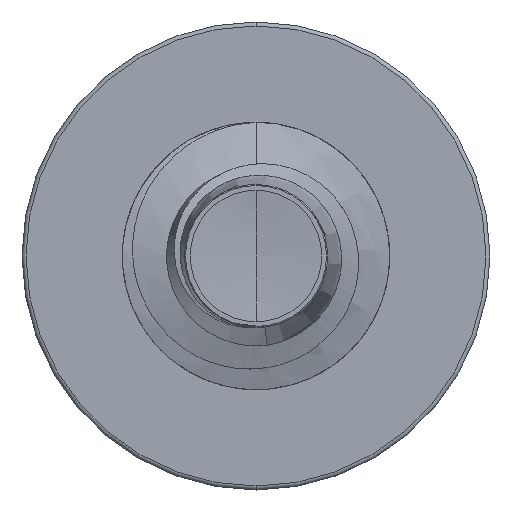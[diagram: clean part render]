
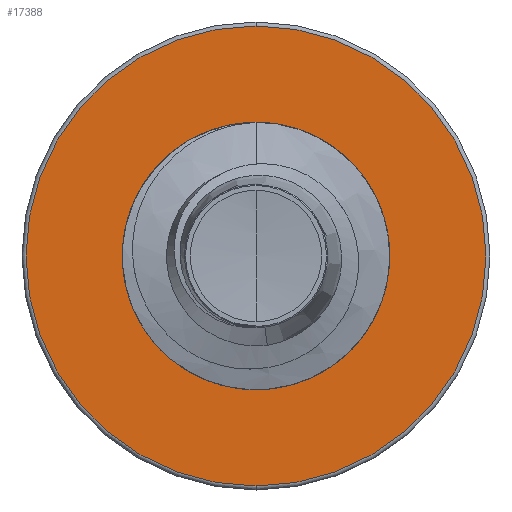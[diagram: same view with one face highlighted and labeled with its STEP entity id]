
A CAD part, front view. The second image highlights one B-rep face of the part: STEP entity #17388.
In plain terms, the highlighted planar face has unit normal (0, -1, 0).
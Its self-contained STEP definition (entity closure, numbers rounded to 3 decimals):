
#1547 = CARTESIAN_POINT ( 'NONE',  ( 0., 17.5, 5.16 ) ) ;
#2164 = CARTESIAN_POINT ( 'NONE',  ( 0., 17.5, 2.842 ) ) ;
#3259 = ORIENTED_EDGE ( 'NONE', *, *, #11384, .T. ) ;
#3494 = DIRECTION ( 'NONE',  ( 0., 0., 1. ) ) ;
#3521 = DIRECTION ( 'NONE',  ( 0., 1., 0. ) ) ;
#3526 = CARTESIAN_POINT ( 'NONE',  ( 0., 17.5, 0. ) ) ;
#3793 = DIRECTION ( 'NONE',  ( 0., 0., 1. ) ) ;
#4772 = AXIS2_PLACEMENT_3D ( 'NONE', #15277, #6032, #16707 ) ;
#4991 = CARTESIAN_POINT ( 'NONE',  ( 0., 17.5, -2.842 ) ) ;
#5317 = DIRECTION ( 'NONE',  ( 0., 1., 0. ) ) ;
#5515 = CARTESIAN_POINT ( 'NONE',  ( 0., 17.5, -2.842 ) ) ;
#5596 = ORIENTED_EDGE ( 'NONE', *, *, #17875, .F. ) ;
#6032 = DIRECTION ( 'NONE',  ( 0., 1., 0. ) ) ;
#6330 = EDGE_LOOP ( 'NONE', ( #19314, #5596 ) ) ;
#6646 = CIRCLE ( 'NONE', #7426, 2.842 ) ;
#6700 = ORIENTED_EDGE ( 'NONE', *, *, #18582, .T. ) ;
#7426 = AXIS2_PLACEMENT_3D ( 'NONE', #3526, #3521, #3494 ) ;
#8556 = AXIS2_PLACEMENT_3D ( 'NONE', #18310, #9884, #19406 ) ;
#9884 = DIRECTION ( 'NONE',  ( 0., 1., 0. ) ) ;
#9922 = CARTESIAN_POINT ( 'NONE',  ( 0., 17.5, -5.16 ) ) ;
#10057 = CIRCLE ( 'NONE', #18400, 2.842 ) ;
#10961 = VERTEX_POINT ( 'NONE', #4991 ) ;
#11271 = FACE_OUTER_BOUND ( 'NONE', #6330, .T. ) ;
#11384 = EDGE_CURVE ( 'NONE', #11692, #10961, #6646, .T. ) ;
#11692 = VERTEX_POINT ( 'NONE', #2164 ) ;
#11850 = VERTEX_POINT ( 'NONE', #1547 ) ;
#12079 = EDGE_LOOP ( 'NONE', ( #3259, #6700 ) ) ;
#13488 = DIRECTION ( 'NONE',  ( 0., 1., 0. ) ) ;
#14695 = CARTESIAN_POINT ( 'NONE',  ( 0., 17.5, 0. ) ) ;
#15277 = CARTESIAN_POINT ( 'NONE',  ( 0., 17.5, 0. ) ) ;
#16004 = CIRCLE ( 'NONE', #8556, 5.16 ) ;
#16115 = DIRECTION ( 'NONE',  ( 0., 0., 1. ) ) ;
#16690 = CIRCLE ( 'NONE', #4772, 5.16 ) ;
#16707 = DIRECTION ( 'NONE',  ( 0., 0., 1. ) ) ;
#16921 = EDGE_CURVE ( 'NONE', #11850, #18450, #16004, .T. ) ;
#17388 = ADVANCED_FACE ( 'NONE', ( #11271, #18557 ), #18732, .F. ) ;
#17422 = AXIS2_PLACEMENT_3D ( 'NONE', #5515, #13488, #3793 ) ;
#17875 = EDGE_CURVE ( 'NONE', #18450, #11850, #16690, .T. ) ;
#18310 = CARTESIAN_POINT ( 'NONE',  ( 0., 17.5, 0. ) ) ;
#18400 = AXIS2_PLACEMENT_3D ( 'NONE', #14695, #5317, #16115 ) ;
#18450 = VERTEX_POINT ( 'NONE', #9922 ) ;
#18557 = FACE_BOUND ( 'NONE', #12079, .T. ) ;
#18582 = EDGE_CURVE ( 'NONE', #10961, #11692, #10057, .T. ) ;
#18732 = PLANE ( 'NONE',  #17422 ) ;
#19314 = ORIENTED_EDGE ( 'NONE', *, *, #16921, .F. ) ;
#19406 = DIRECTION ( 'NONE',  ( 0., 0., 1. ) ) ;
